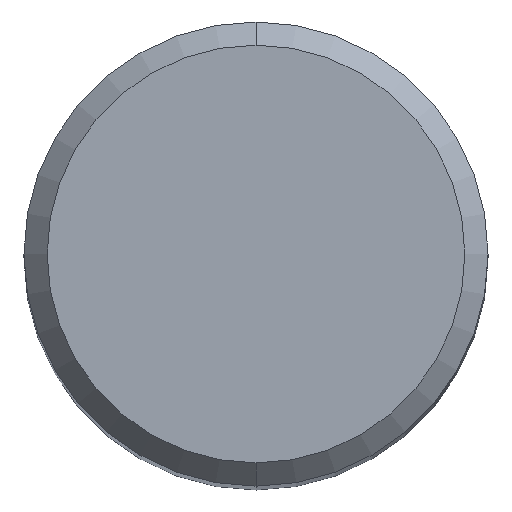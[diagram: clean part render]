
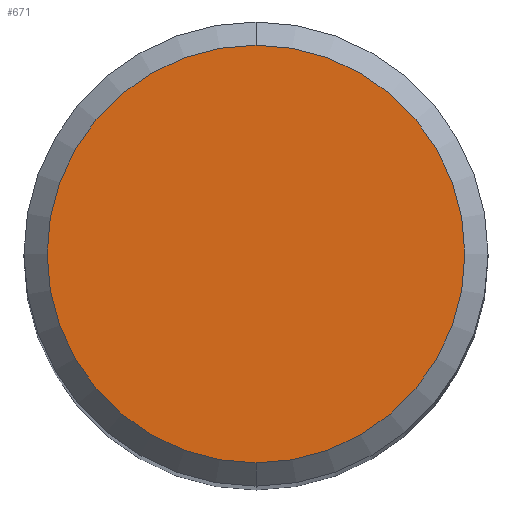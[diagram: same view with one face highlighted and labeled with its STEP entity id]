
A CAD part, top view. The second image highlights one B-rep face of the part: STEP entity #671.
In plain terms, the highlighted planar face has unit normal (0, 0, 1).
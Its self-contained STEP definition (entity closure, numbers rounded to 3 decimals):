
#435=VERTEX_POINT('',#1039);
#483=EDGE_CURVE('',#537,#435,#1092,.T.);
#537=VERTEX_POINT('',#1147);
#671=ADVANCED_FACE('',(#1296),#1297,.T.);
#723=EDGE_CURVE('',#435,#537,#1356,.T.);
#1039=CARTESIAN_POINT('',(0.0,5.4,0.0));
#1092=CIRCLE('',#2282,5.4);
#1147=CARTESIAN_POINT('',(0.,-5.4,0.0));
#1296=FACE_OUTER_BOUND('',#5725,.T.);
#1297=PLANE('',#5726);
#1356=CIRCLE('',#5923,5.4);
#2282=AXIS2_PLACEMENT_3D('',#7910,#7911,#7912);
#5725=EDGE_LOOP('',(#8127,#8128));
#5726=AXIS2_PLACEMENT_3D('',#8129,#8130,#8131);
#5923=AXIS2_PLACEMENT_3D('',#8208,#8209,#8210);
#7910=CARTESIAN_POINT('',(0.0,0.0,0.0));
#7911=DIRECTION('',(0.0,0.0,-1.0));
#7912=DIRECTION('',(0.0,1.0,0.0));
#8127=ORIENTED_EDGE('',*,*,#723,.F.);
#8128=ORIENTED_EDGE('',*,*,#483,.F.);
#8129=CARTESIAN_POINT('',(0.0,2.7,0.0));
#8130=DIRECTION('',(-0.0,0.0,1.0));
#8131=DIRECTION('',(0.0,-1.0,0.0));
#8208=CARTESIAN_POINT('',(0.0,0.0,0.0));
#8209=DIRECTION('',(0.0,0.0,-1.0));
#8210=DIRECTION('',(0.0,1.0,0.0));
